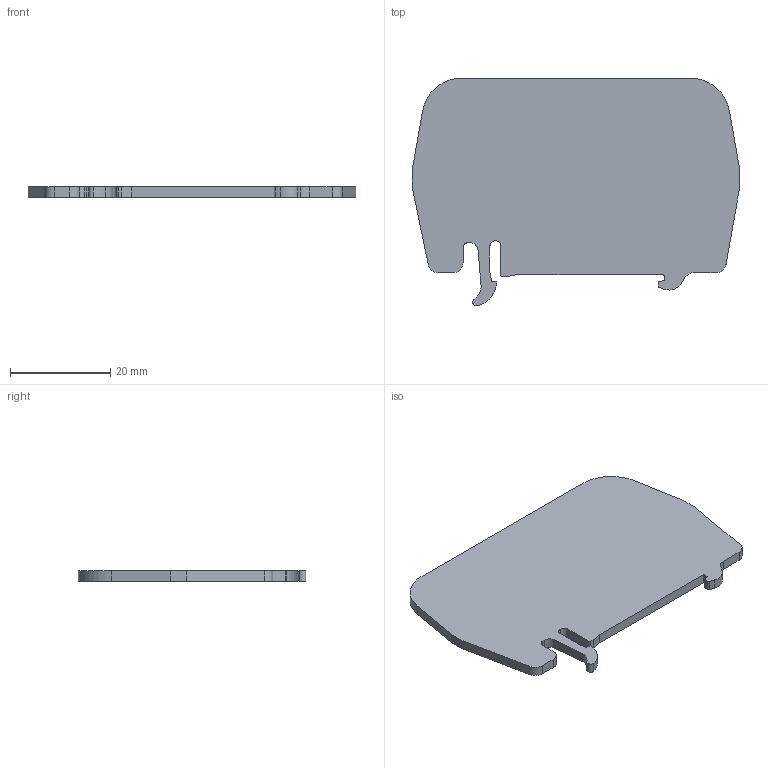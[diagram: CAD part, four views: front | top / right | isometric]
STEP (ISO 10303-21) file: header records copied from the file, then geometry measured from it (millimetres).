
FILE_DESCRIPTION (( 'STEP AP214' ), '1' );
FILE_NAME ('463189_APP-PYK 1,5_Grey.STP', '2013-11-15T08:11:12', ( 'arge' ), ( 'Microsoft' ), 'SwSTEP 2.0', 'SolidWorks 2013', '' );
FILE_SCHEMA (( 'AUTOMOTIVE_DESIGN' ));
Length unit declared in the file: millimetre
Products named in the file (1): 463189_APP-PYK 1,5_Grey
Bounding box: 65.45 x 45.48 x 2 mm (x, y, z)
Volume: 4842.4 mm3; surface area: 5311.5 mm2
Topology: 1 solids, 1 shells, 49 faces, 141 edges, 94 vertices
Faces by surface type: plane 27, cylinder 22
Entity records: 2192 total; most frequent: DIRECTION 285, CARTESIAN_POINT 285, ORIENTED_EDGE 282, EDGE_CURVE 141, LINE 97, VECTOR 97, AXIS2_PLACEMENT_3D 94, VERTEX_POINT 94
